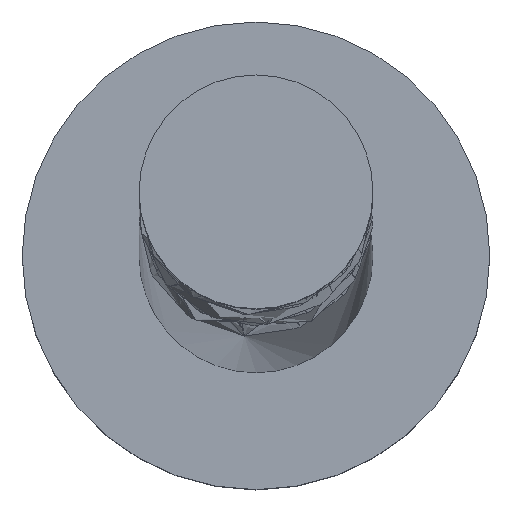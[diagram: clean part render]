
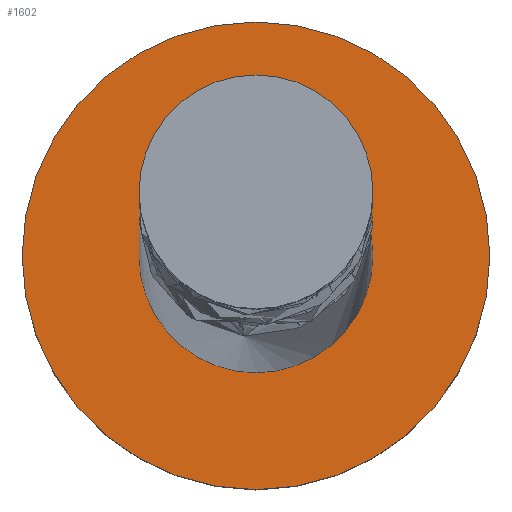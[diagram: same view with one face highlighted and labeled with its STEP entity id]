
A CAD part, top view. The second image highlights one B-rep face of the part: STEP entity #1602.
In plain terms, the highlighted planar face has unit normal (0, 0, 1).
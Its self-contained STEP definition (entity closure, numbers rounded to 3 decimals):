
#35 = DIRECTION ( 'NONE',  ( 0., 0., 1. ) ) ;
#55 = EDGE_CURVE ( 'NONE', #1004, #1477, #1644, .T. ) ;
#178 = CARTESIAN_POINT ( 'NONE',  ( 0., 0., 3. ) ) ;
#198 = ORIENTED_EDGE ( 'NONE', *, *, #461, .T. ) ;
#216 = DIRECTION ( 'NONE',  ( 1., 0., 0. ) ) ;
#289 = EDGE_LOOP ( 'NONE', ( #1580, #2057 ) ) ;
#352 = DIRECTION ( 'NONE',  ( 1., 0., 0. ) ) ;
#461 = EDGE_CURVE ( 'NONE', #1477, #1004, #1787, .T. ) ;
#508 = DIRECTION ( 'NONE',  ( 1., 0., 0. ) ) ;
#510 = CARTESIAN_POINT ( 'NONE',  ( 0., 0., 3. ) ) ;
#514 = FACE_BOUND ( 'NONE', #289, .T. ) ;
#676 = FACE_OUTER_BOUND ( 'NONE', #728, .T. ) ;
#728 = EDGE_LOOP ( 'NONE', ( #1044, #198 ) ) ;
#747 = AXIS2_PLACEMENT_3D ( 'NONE', #1406, #2068, #965 ) ;
#750 = AXIS2_PLACEMENT_3D ( 'NONE', #510, #35, #352 ) ;
#810 = CARTESIAN_POINT ( 'NONE',  ( -2., 0., 3. ) ) ;
#851 = CARTESIAN_POINT ( 'NONE',  ( 0., 0., 3. ) ) ;
#872 = EDGE_CURVE ( 'NONE', #1592, #1246, #1443, .T. ) ;
#912 = AXIS2_PLACEMENT_3D ( 'NONE', #1288, #1301, #216 ) ;
#965 = DIRECTION ( 'NONE',  ( 1., 0., 0. ) ) ;
#1004 = VERTEX_POINT ( 'NONE', #1855 ) ;
#1029 = DIRECTION ( 'NONE',  ( 0., 0., 1. ) ) ;
#1044 = ORIENTED_EDGE ( 'NONE', *, *, #55, .T. ) ;
#1137 = PLANE ( 'NONE',  #912 ) ;
#1246 = VERTEX_POINT ( 'NONE', #1677 ) ;
#1288 = CARTESIAN_POINT ( 'NONE',  ( 0., 0., 3. ) ) ;
#1301 = DIRECTION ( 'NONE',  ( 0., 0., 1. ) ) ;
#1406 = CARTESIAN_POINT ( 'NONE',  ( 0., 0., 3. ) ) ;
#1443 = CIRCLE ( 'NONE', #1998, 2. ) ;
#1477 = VERTEX_POINT ( 'NONE', #1646 ) ;
#1580 = ORIENTED_EDGE ( 'NONE', *, *, #872, .F. ) ;
#1592 = VERTEX_POINT ( 'NONE', #810 ) ;
#1602 = ADVANCED_FACE ( 'NONE', ( #514, #676 ), #1137, .T. ) ;
#1644 = CIRCLE ( 'NONE', #747, 4. ) ;
#1646 = CARTESIAN_POINT ( 'NONE',  ( 4., 0., 3. ) ) ;
#1648 = CIRCLE ( 'NONE', #750, 2. ) ;
#1677 = CARTESIAN_POINT ( 'NONE',  ( 2., 0., 3. ) ) ;
#1720 = AXIS2_PLACEMENT_3D ( 'NONE', #851, #1029, #1834 ) ;
#1787 = CIRCLE ( 'NONE', #1720, 4. ) ;
#1834 = DIRECTION ( 'NONE',  ( 1., 0., 0. ) ) ;
#1840 = EDGE_CURVE ( 'NONE', #1246, #1592, #1648, .T. ) ;
#1855 = CARTESIAN_POINT ( 'NONE',  ( -4., 0., 3. ) ) ;
#1998 = AXIS2_PLACEMENT_3D ( 'NONE', #178, #2061, #508 ) ;
#2057 = ORIENTED_EDGE ( 'NONE', *, *, #1840, .F. ) ;
#2061 = DIRECTION ( 'NONE',  ( 0., 0., 1. ) ) ;
#2068 = DIRECTION ( 'NONE',  ( 0., 0., 1. ) ) ;
